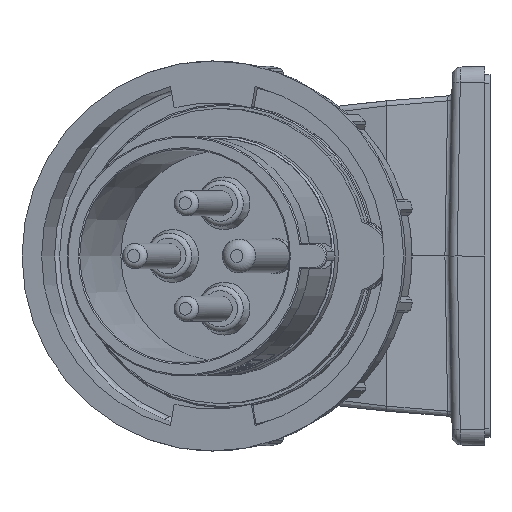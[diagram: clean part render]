
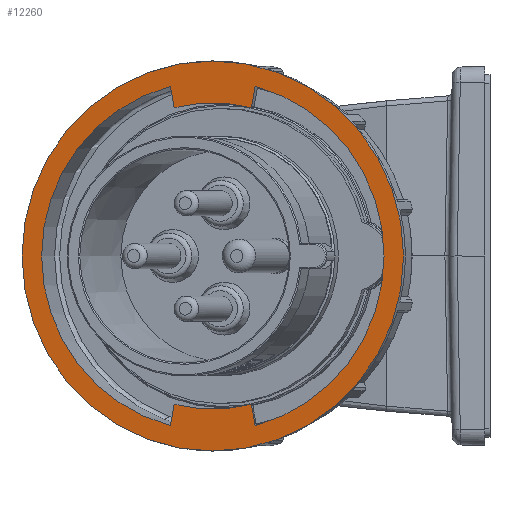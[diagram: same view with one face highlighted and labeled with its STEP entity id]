
A CAD part, left-side view. The second image highlights one B-rep face of the part: STEP entity #12260.
In plain terms, the highlighted planar face has unit normal (-0.978, 0.208, 0).
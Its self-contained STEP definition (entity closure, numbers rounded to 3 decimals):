
#113 = EDGE_CURVE ( 'NONE', #21716, #18941, #14039, .T. ) ;
#606 = DIRECTION ( 'NONE',  ( -0.208, -0.978, 0. ) ) ;
#650 = FACE_OUTER_BOUND ( 'NONE', #22993, .T. ) ;
#1770 = CARTESIAN_POINT ( 'NONE',  ( -84.622, 35.866, -35.187 ) ) ;
#2131 = B_SPLINE_CURVE_WITH_KNOTS ( 'NONE', 3,
 ( #7511, #4884, #10115, #28038, #12700, #30624 ),
 .UNSPECIFIED., .F., .F.,
 ( 4, 2, 4 ),
 ( 0., 0., 0. ),
 .UNSPECIFIED. ) ;
#2286 = CIRCLE ( 'NONE', #25955, 36.375 ) ;
#2527 = VERTEX_POINT ( 'NONE', #20169 ) ;
#2595 = ORIENTED_EDGE ( 'NONE', *, *, #21709, .T. ) ;
#2608 = VECTOR ( 'NONE', #21858, 1000. ) ;
#2880 = CARTESIAN_POINT ( 'NONE',  ( -88.488, 17.678, 35.146 ) ) ;
#2936 = DIRECTION ( 'NONE',  ( -0.036, -0.17, -0.985 ) ) ;
#3518 = CIRCLE ( 'NONE', #14023, 46.25 ) ;
#3706 = EDGE_CURVE ( 'NONE', #6756, #18101, #22357, .T. ) ;
#3802 = CARTESIAN_POINT ( 'NONE',  ( -84.404, 36.892, -40.21 ) ) ;
#3995 = CARTESIAN_POINT ( 'NONE',  ( -84.582, 36.056, 35.361 ) ) ;
#4197 = CARTESIAN_POINT ( 'NONE',  ( -96.155, -18.391, 0. ) ) ;
#4242 = B_SPLINE_CURVE_WITH_KNOTS ( 'NONE', 3,
 ( #3995, #16855, #19425, #22014, #6582, #24579 ),
 .UNSPECIFIED., .F., .F.,
 ( 4, 2, 4 ),
 ( 0., 0., 0. ),
 .UNSPECIFIED. ) ;
#4468 = LINE ( 'NONE', #2880, #17390 ) ;
#4775 = VERTEX_POINT ( 'NONE', #12163 ) ;
#4833 = ORIENTED_EDGE ( 'NONE', *, *, #16276, .T. ) ;
#4854 = CARTESIAN_POINT ( 'NONE',  ( -88.494, 17.651, 35.306 ) ) ;
#4884 = CARTESIAN_POINT ( 'NONE',  ( -88.494, 17.651, -35.306 ) ) ;
#5240 = ORIENTED_EDGE ( 'NONE', *, *, #113, .F. ) ;
#5389 = PLANE ( 'NONE',  #12546 ) ;
#5426 = ORIENTED_EDGE ( 'NONE', *, *, #10042, .T. ) ;
#5672 = EDGE_CURVE ( 'NONE', #6756, #18941, #4242, .T. ) ;
#5770 = CARTESIAN_POINT ( 'NONE',  ( -84.634, 35.814, -35.201 ) ) ;
#6388 = CARTESIAN_POINT ( 'NONE',  ( -86.539, 26.849, 0. ) ) ;
#6582 = CARTESIAN_POINT ( 'NONE',  ( -84.622, 35.866, 35.187 ) ) ;
#6756 = VERTEX_POINT ( 'NONE', #13415 ) ;
#6884 = VERTEX_POINT ( 'NONE', #3802 ) ;
#7511 = CARTESIAN_POINT ( 'NONE',  ( -88.496, 17.641, -35.361 ) ) ;
#8013 = DIRECTION ( 'NONE',  ( 0.208, 0.978, 0. ) ) ;
#8078 = CARTESIAN_POINT ( 'NONE',  ( -88.674, 16.805, -40.21 ) ) ;
#8321 = AXIS2_PLACEMENT_3D ( 'NONE', #31424, #16039, #606 ) ;
#8908 = CARTESIAN_POINT ( 'NONE',  ( -86.539, 26.849, 0. ) ) ;
#8971 = DIRECTION ( 'NONE',  ( 0.208, 0.978, 0. ) ) ;
#9590 = VERTEX_POINT ( 'NONE', #4197 ) ;
#9966 = CARTESIAN_POINT ( 'NONE',  ( -88.456, 17.831, 35.187 ) ) ;
#10042 = EDGE_CURVE ( 'NONE', #32923, #30184, #2131, .T. ) ;
#10099 = DIRECTION ( 'NONE',  ( -0.978, 0.208, 0. ) ) ;
#10115 = CARTESIAN_POINT ( 'NONE',  ( -88.487, 17.683, -35.257 ) ) ;
#10441 = ORIENTED_EDGE ( 'NONE', *, *, #17968, .T. ) ;
#10477 = EDGE_CURVE ( 'NONE', #21716, #25327, #22851, .T. ) ;
#10827 = EDGE_CURVE ( 'NONE', #9590, #9590, #3518, .T. ) ;
#10920 = ORIENTED_EDGE ( 'NONE', *, *, #10827, .F. ) ;
#11224 = CARTESIAN_POINT ( 'NONE',  ( -84.404, 36.892, 40.21 ) ) ;
#11278 = CARTESIAN_POINT ( 'NONE',  ( -88.496, 17.641, 35.361 ) ) ;
#11499 = DIRECTION ( 'NONE',  ( -0.208, -0.978, 0. ) ) ;
#12051 = CIRCLE ( 'NONE', #14621, 41.5 ) ;
#12161 = CARTESIAN_POINT ( 'NONE',  ( -84.61, 35.924, -35.197 ) ) ;
#12163 = CARTESIAN_POINT ( 'NONE',  ( -84.582, 36.056, -35.361 ) ) ;
#12220 = ORIENTED_EDGE ( 'NONE', *, *, #10477, .T. ) ;
#12260 = ADVANCED_FACE ( 'NONE', ( #650, #21190 ), #5389, .T. ) ;
#12546 = AXIS2_PLACEMENT_3D ( 'NONE', #20614, #23413, #8013 ) ;
#12555 = CARTESIAN_POINT ( 'NONE',  ( -88.468, 17.773, 35.197 ) ) ;
#12577 = CARTESIAN_POINT ( 'NONE',  ( -84.59, 36.019, -35.146 ) ) ;
#12700 = CARTESIAN_POINT ( 'NONE',  ( -88.456, 17.831, -35.187 ) ) ;
#13190 = CARTESIAN_POINT ( 'NONE',  ( -86.539, 26.849, 0. ) ) ;
#13415 = CARTESIAN_POINT ( 'NONE',  ( -84.582, 36.056, 35.361 ) ) ;
#13516 = CIRCLE ( 'NONE', #8321, 41.5 ) ;
#14023 = AXIS2_PLACEMENT_3D ( 'NONE', #8908, #26874, #11499 ) ;
#14039 = CIRCLE ( 'NONE', #30290, 36.375 ) ;
#14621 = AXIS2_PLACEMENT_3D ( 'NONE', #13190, #31132, #15763 ) ;
#14729 = CARTESIAN_POINT ( 'NONE',  ( -84.584, 36.046, -35.306 ) ) ;
#15763 = DIRECTION ( 'NONE',  ( -0.208, -0.978, 0. ) ) ;
#15784 = CARTESIAN_POINT ( 'NONE',  ( -88.488, 17.678, -35.146 ) ) ;
#16039 = DIRECTION ( 'NONE',  ( 0.978, -0.208, 0. ) ) ;
#16276 = EDGE_CURVE ( 'NONE', #31851, #4775, #32639, .T. ) ;
#16420 = LINE ( 'NONE', #15784, #29223 ) ;
#16855 = CARTESIAN_POINT ( 'NONE',  ( -84.584, 36.046, 35.306 ) ) ;
#17100 = CARTESIAN_POINT ( 'NONE',  ( -88.496, 17.641, -35.361 ) ) ;
#17114 = ORIENTED_EDGE ( 'NONE', *, *, #5672, .T. ) ;
#17390 = VECTOR ( 'NONE', #31210, 1000. ) ;
#17728 = CARTESIAN_POINT ( 'NONE',  ( -88.445, 17.883, 35.201 ) ) ;
#17968 = EDGE_CURVE ( 'NONE', #25327, #2527, #4468, .T. ) ;
#17969 = VERTEX_POINT ( 'NONE', #8078 ) ;
#18101 = VERTEX_POINT ( 'NONE', #11224 ) ;
#18328 = VECTOR ( 'NONE', #30505, 1000. ) ;
#18941 = VERTEX_POINT ( 'NONE', #33324 ) ;
#19425 = CARTESIAN_POINT ( 'NONE',  ( -84.591, 36.014, 35.257 ) ) ;
#20169 = CARTESIAN_POINT ( 'NONE',  ( -88.674, 16.805, 40.21 ) ) ;
#20284 = CARTESIAN_POINT ( 'NONE',  ( -88.487, 17.683, 35.257 ) ) ;
#20614 = CARTESIAN_POINT ( 'NONE',  ( -86.539, 26.849, -46.25 ) ) ;
#20824 = ORIENTED_EDGE ( 'NONE', *, *, #32630, .T. ) ;
#20859 = ORIENTED_EDGE ( 'NONE', *, *, #30329, .F. ) ;
#21190 = FACE_BOUND ( 'NONE', #24746, .T. ) ;
#21709 = EDGE_CURVE ( 'NONE', #4775, #6884, #25950, .T. ) ;
#21716 = VERTEX_POINT ( 'NONE', #27912 ) ;
#21858 = DIRECTION ( 'NONE',  ( 0.036, 0.17, 0.985 ) ) ;
#22014 = CARTESIAN_POINT ( 'NONE',  ( -84.61, 35.924, 35.197 ) ) ;
#22357 = LINE ( 'NONE', #29544, #2608 ) ;
#22851 = B_SPLINE_CURVE_WITH_KNOTS ( 'NONE', 3,
 ( #17728, #9966, #12555, #20284, #4854, #22884 ),
 .UNSPECIFIED., .F., .F.,
 ( 4, 2, 4 ),
 ( 0., 0., 0. ),
 .UNSPECIFIED. ) ;
#22884 = CARTESIAN_POINT ( 'NONE',  ( -88.496, 17.641, 35.361 ) ) ;
#22993 = EDGE_LOOP ( 'NONE', ( #10920 ) ) ;
#23378 = EDGE_CURVE ( 'NONE', #2527, #17969, #13516, .T. ) ;
#23413 = DIRECTION ( 'NONE',  ( -0.978, 0.208, 0. ) ) ;
#24163 = ORIENTED_EDGE ( 'NONE', *, *, #23378, .T. ) ;
#24369 = DIRECTION ( 'NONE',  ( -0.978, 0.208, 0. ) ) ;
#24579 = CARTESIAN_POINT ( 'NONE',  ( -84.634, 35.814, 35.201 ) ) ;
#24746 = EDGE_LOOP ( 'NONE', ( #31257, #17114, #5240, #12220, #10441, #24163, #26407, #5426, #20859, #4833, #2595, #20824 ) ) ;
#25327 = VERTEX_POINT ( 'NONE', #11278 ) ;
#25448 = CARTESIAN_POINT ( 'NONE',  ( -86.539, 26.849, 0. ) ) ;
#25464 = CARTESIAN_POINT ( 'NONE',  ( -84.634, 35.814, -35.201 ) ) ;
#25950 = LINE ( 'NONE', #12577, #18328 ) ;
#25955 = AXIS2_PLACEMENT_3D ( 'NONE', #6388, #24369, #8971 ) ;
#26407 = ORIENTED_EDGE ( 'NONE', *, *, #29762, .F. ) ;
#26874 = DIRECTION ( 'NONE',  ( 0.978, -0.208, 0. ) ) ;
#27912 = CARTESIAN_POINT ( 'NONE',  ( -88.445, 17.883, 35.201 ) ) ;
#28011 = DIRECTION ( 'NONE',  ( -0.208, -0.978, 0. ) ) ;
#28038 = CARTESIAN_POINT ( 'NONE',  ( -88.468, 17.773, -35.197 ) ) ;
#29223 = VECTOR ( 'NONE', #2936, 1000. ) ;
#29544 = CARTESIAN_POINT ( 'NONE',  ( -84.59, 36.019, 35.146 ) ) ;
#29762 = EDGE_CURVE ( 'NONE', #32923, #17969, #16420, .T. ) ;
#30083 = CARTESIAN_POINT ( 'NONE',  ( -84.591, 36.014, -35.257 ) ) ;
#30184 = VERTEX_POINT ( 'NONE', #31010 ) ;
#30290 = AXIS2_PLACEMENT_3D ( 'NONE', #25448, #10099, #28011 ) ;
#30329 = EDGE_CURVE ( 'NONE', #31851, #30184, #2286, .T. ) ;
#30505 = DIRECTION ( 'NONE',  ( 0.036, 0.17, -0.985 ) ) ;
#30624 = CARTESIAN_POINT ( 'NONE',  ( -88.445, 17.883, -35.201 ) ) ;
#31010 = CARTESIAN_POINT ( 'NONE',  ( -88.445, 17.883, -35.201 ) ) ;
#31132 = DIRECTION ( 'NONE',  ( 0.978, -0.208, 0. ) ) ;
#31210 = DIRECTION ( 'NONE',  ( -0.036, -0.17, 0.985 ) ) ;
#31257 = ORIENTED_EDGE ( 'NONE', *, *, #3706, .F. ) ;
#31424 = CARTESIAN_POINT ( 'NONE',  ( -86.539, 26.849, 0. ) ) ;
#31851 = VERTEX_POINT ( 'NONE', #5770 ) ;
#32630 = EDGE_CURVE ( 'NONE', #6884, #18101, #12051, .T. ) ;
#32639 = B_SPLINE_CURVE_WITH_KNOTS ( 'NONE', 3,
 ( #25464, #1770, #12161, #30083, #14729, #32702 ),
 .UNSPECIFIED., .F., .F.,
 ( 4, 2, 4 ),
 ( 0., 0., 0. ),
 .UNSPECIFIED. ) ;
#32702 = CARTESIAN_POINT ( 'NONE',  ( -84.582, 36.056, -35.361 ) ) ;
#32923 = VERTEX_POINT ( 'NONE', #17100 ) ;
#33324 = CARTESIAN_POINT ( 'NONE',  ( -84.634, 35.814, 35.201 ) ) ;
